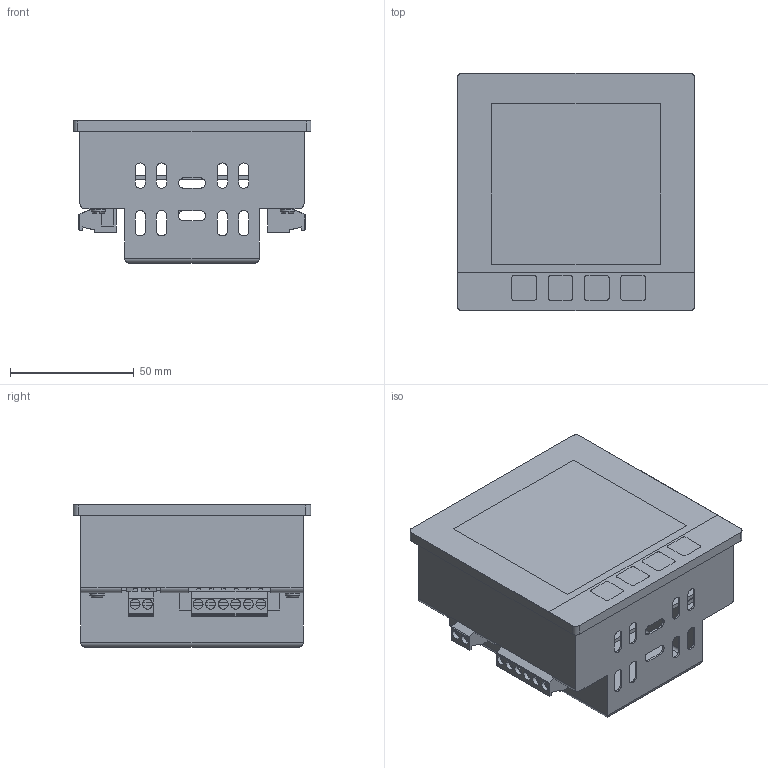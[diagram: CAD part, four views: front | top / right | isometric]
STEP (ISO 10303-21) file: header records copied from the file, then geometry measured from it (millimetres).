
FILE_DESCRIPTION((''),'2;1');
FILE_NAME('004656910_ENA33LCD_ASM','2022-11-17T14:25:52',('klemen.sitar'),('Audax d.o.o.'),'CREO PARAMETRIC BY PTC INC, 2021304','CREO PARAMETRIC BY PTC INC, 2021304','');
FILE_SCHEMA(('AP242_MANAGED_MODEL_BASED_3D_ENGINEERING_MIM_LF { 1 0 10303 442 1 1 4 }'));
Products named in the file (45): PRT0003_2_1; PRT0004_1_1; PRT0005_3_1; PRT0006_2_1; BLO_1_1; PRT0007_1_1; TYPE_1___FI-5_78MM_1_1; PSM788-108029_1_1_1; PRT0008_1_1_1_1; PV02-5-V-P_1_1_1_1_1_1_1; PRT0011_1_1_1_1_1; PRT0011_1_2_1_1_1; ASM0002_ASM_1_ASM_1_ASM_1_ASM_1_ASM; ASM0004_ASM_1_ASM_1_ASM; PRT0008_1_1_1_1_1_1; PRT0011_1_2_1_1_2_1_1_1; PRT0011_1_1_1_1_1_1_1; PRT0011_1_2_1_1_1_1_1; PRT0011_1_1_1_1_2_1_1_1; PV02-5-V-P_1_1_1_1_1_1_1_1_1; ASM0007_ASM_1_ASM_1_ASM_1_ASM; 4XCORNER_RC_ASM_1_ASM_1_ASM; PV07-5-V-P_1_1_2_1_1_1_1; PRT0008_1_1_1_2_3_1_1_2_3_1_1; PRT0011_1_1_1_1_2_3_1_1_1_2_1_1; PRT0011_1_2_1_1_2_3_1_1_1_2_1_1; PRT0011_1_1_1_1_2_3_1_1_2_3_1_1; PRT0011_1_1_1_1_2_3_1_1_1-54695; PRT0011_1_2_1_1_2_3_1_1_1-55163; PRT0011_1_2_1_1_2_3_1_1_2_3_1_1; ASM0002_ASM_1_ASM_1_1_2_3_ASM_4_ASM; ASM0008_ASM_1_1_ASM_1_ASM_1_ASM; ASM0011_ASM_1_ASM_1_ASM; PV07-5-V-P_1_1_2_1_1_2_1_1_1; PRT0008_1_1_1_2_3_1_1_2_3_4_1_1; PRT0011_1_1_1_1_2_3_1_1_1_2_3_1; PRT0011_1_2_1_1_2_3_1_1_1_2_3_1; PRT0011_1_1_1_1_2_3_1_1_2_3_4_1; PRT0011_1_1_1_1_2_3_1_1_1-73508; PRT0011_1_2_1_1_2_3_1_1_1-73973 ...
Assembly tree (49 placements, depth 5):
  004656910_ENA33LCD_ASM
    PRT0003_2_1
    PRT0004_1_1
    PRT0005_3_1
    PRT0006_2_1
    BLO_1_1
    PRT0007_1_1
    TYPE_1___FI-5_78MM_1_1  x4
    PSM788-108029_1_1_1
    ASM0004_ASM_1_ASM_1_ASM
      ASM0002_ASM_1_ASM_1_ASM_1_ASM_1_ASM
        PRT0008_1_1_1_1
        PV02-5-V-P_1_1_1_1_1_1_1
        PRT0011_1_1_1_1_1
        PRT0011_1_2_1_1_1
    4XCORNER_RC_ASM_1_ASM_1_ASM
      ASM0007_ASM_1_ASM_1_ASM_1_ASM
        PRT0008_1_1_1_1_1_1
        PRT0011_1_2_1_1_2_1_1_1
        PRT0011_1_1_1_1_1_1_1
        PRT0011_1_2_1_1_1_1_1
        PRT0011_1_1_1_1_2_1_1_1
        PV02-5-V-P_1_1_1_1_1_1_1_1_1
    ASM0011_ASM_1_ASM_1_ASM
      ASM0008_ASM_1_1_ASM_1_ASM_1_ASM
        PV07-5-V-P_1_1_2_1_1_1_1
        ASM0002_ASM_1_ASM_1_1_2_3_ASM_4_ASM
          PRT0008_1_1_1_2_3_1_1_2_3_1_1
          PRT0011_1_1_1_1_2_3_1_1_1_2_1_1
          PRT0011_1_2_1_1_2_3_1_1_1_2_1_1
          PRT0011_1_1_1_1_2_3_1_1_2_3_1_1
          PRT0011_1_1_1_1_2_3_1_1_1-54695
          PRT0011_1_2_1_1_2_3_1_1_1-55163
          PRT0011_1_2_1_1_2_3_1_1_2_3_1_1
    6_2CORNER_RC_ASM_1_ASM_1_ASM
      ASM0008_ASM_1_1_2_ASM_1_ASM_1_A_ASM
        PV07-5-V-P_1_1_2_1_1_2_1_1_1
        PRT0008_1_1_1_2_3_1_1_2_3_4_1_1
        PRT0011_1_1_1_1_2_3_1_1_1_2_3_1  x3
        PRT0011_1_2_1_1_2_3_1_1_1_2_3_1
        PRT0011_1_1_1_1_2_3_1_1_2_3_4_1
        PRT0011_1_1_1_1_2_3_1_1_1-73508
        PRT0011_1_2_1_1_2_3_1_1_1-73973
        PRT0011_1_2_1_1_2_3_1_1_2_3_4_1
    PRT0001
Bounding box: 96.2 x 96 x 57.5 mm (x, y, z)
Volume: 49250.1 mm3; surface area: 99627.5 mm2
Topology: 34 solids, 42 shells, 1845 faces, 4943 edges, 3291 vertices
Faces by surface type: plane 1388, cylinder 319, cone 88, sphere 26, bspline 16, torus 8
Entity records: 72986 total; most frequent: CARTESIAN_POINT 10553, DIRECTION 9118, ORIENTED_EDGE 8808, EDGE_CURVE 4450, VECTOR 3548, LINE 3548, VERTEX_POINT 2939, AXIS2_PLACEMENT_3D 2785
